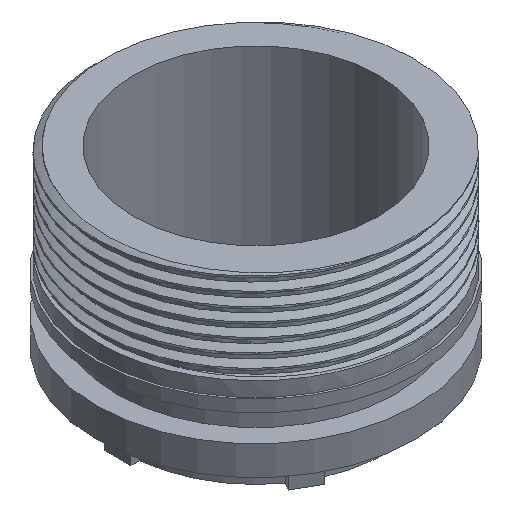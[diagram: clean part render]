
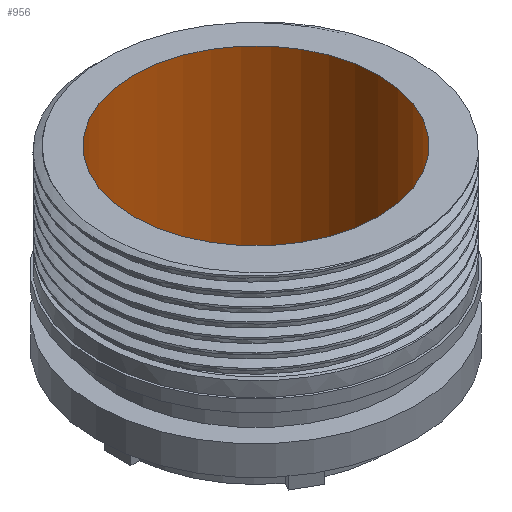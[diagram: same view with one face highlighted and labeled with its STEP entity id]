
A CAD part, isometric view. The second image highlights one B-rep face of the part: STEP entity #956.
In plain terms, the highlighted cylindrical face has radius 9.2 mm (diameter 18.4 mm), a full revolution.
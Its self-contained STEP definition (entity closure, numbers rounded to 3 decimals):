
#81=FACE_OUTER_BOUND('',#135,.T.);
#135=EDGE_LOOP('',(#778,#779,#780,#781));
#182=CIRCLE('',#1044,9.2);
#183=CIRCLE('',#1045,9.2);
#268=LINE('',#3440,#347);
#347=VECTOR('',#1226,9.);
#457=VERTEX_POINT('',#3437);
#458=VERTEX_POINT('',#3439);
#577=EDGE_CURVE('',#457,#457,#182,.F.);
#578=EDGE_CURVE('',#457,#458,#268,.T.);
#579=EDGE_CURVE('',#458,#458,#183,.T.);
#778=ORIENTED_EDGE('',*,*,#577,.F.);
#779=ORIENTED_EDGE('',*,*,#578,.T.);
#780=ORIENTED_EDGE('',*,*,#579,.F.);
#781=ORIENTED_EDGE('',*,*,#578,.F.);
#920=CYLINDRICAL_SURFACE('',#1043,9.2);
#956=ADVANCED_FACE('',(#81),#920,.F.);
#1043=AXIS2_PLACEMENT_3D('',#3436,#1222,#1223);
#1044=AXIS2_PLACEMENT_3D('',#3438,#1224,#1225);
#1045=AXIS2_PLACEMENT_3D('',#3441,#1227,#1228);
#1222=DIRECTION('center_axis',(0.,0.,
1.));
#1223=DIRECTION('ref_axis',(1.,0.,0.));
#1224=DIRECTION('center_axis',(0.,0.,
-1.));
#1225=DIRECTION('ref_axis',(1.,0.,0.));
#1226=DIRECTION('',(0.,0.,1.));
#1227=DIRECTION('center_axis',(0.,0.,
-1.));
#1228=DIRECTION('ref_axis',(1.,0.,0.));
#3436=CARTESIAN_POINT('Origin',(87.494,45.237,-26.124));
#3437=CARTESIAN_POINT('',(78.294,45.237,-30.724));
#3438=CARTESIAN_POINT('Origin',(87.494,45.237,-30.724));
#3439=CARTESIAN_POINT('',(78.294,45.237,-15.624));
#3440=CARTESIAN_POINT('',(78.294,45.237,-26.124));
#3441=CARTESIAN_POINT('Origin',(87.494,45.237,-15.624));
